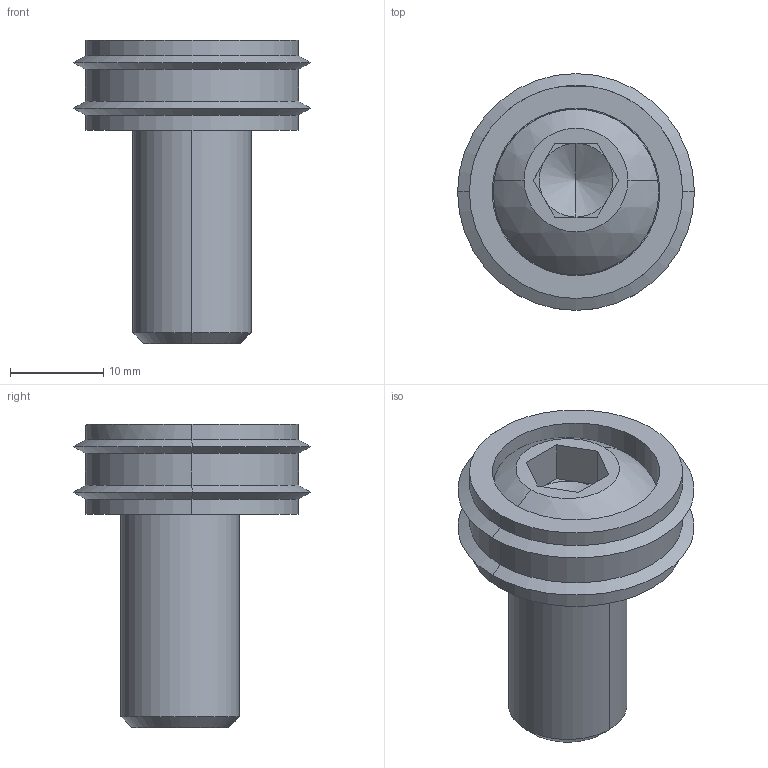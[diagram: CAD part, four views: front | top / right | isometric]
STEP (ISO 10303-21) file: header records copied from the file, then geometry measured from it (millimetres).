
FILE_DESCRIPTION (( 'STEP AP214' ), '1' );
FILE_NAME ('SW3dPS-82588.step.step', '2009-11-02T09:15:29', ( 'SysAdmin' ), ( 'SolidWorks' ), 'SwSTEP 2.0', 'SolidWorks 2009', '' );
FILE_SCHEMA (( 'AUTOMOTIVE_DESIGN' ));
Length unit declared in the file: inch
Products named in the file (3): SW3dPS-82588.step_22588; SW3dPS-82588.step_10373; SW3dPS-82588.step
Assembly tree (2 placements, depth 2):
  SW3dPS-82588.step
    SW3dPS-82588.step_10373
    SW3dPS-82588.step_22588
Bounding box: 25.4 x 25.4 x 32.51 mm (x, y, z)
Volume: 6149.4 mm3; surface area: 3740.5 mm2
Topology: 2 solids, 2 shells, 48 faces, 104 edges, 61 vertices
Faces by surface type: plane 20, cylinder 14, cone 12, sphere 2
Entity records: 1499 total; most frequent: CARTESIAN_POINT 313, DIRECTION 248, ORIENTED_EDGE 204, EDGE_CURVE 102, AXIS2_PLACEMENT_3D 97, VERTEX_POINT 61, VECTOR 54, LINE 54
